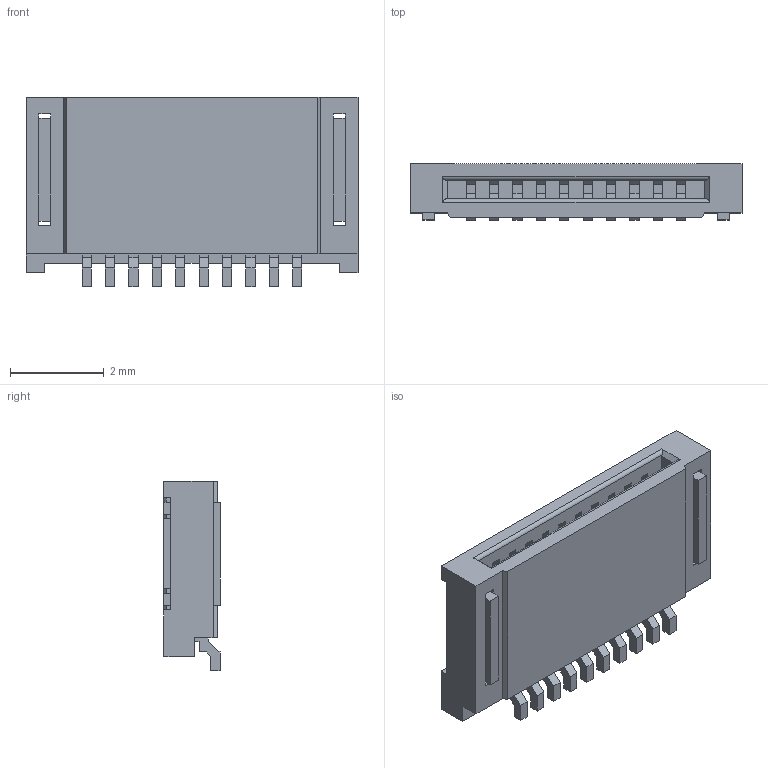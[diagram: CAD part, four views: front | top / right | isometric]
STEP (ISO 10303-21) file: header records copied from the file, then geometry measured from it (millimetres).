
FILE_DESCRIPTION((''),'2;1');
FILE_NAME('512811094','2011-02-24T',('gb'),(''),'PRO/ENGINEER BY PARAMETRIC TECHNOLOGY CORPORATION, 2003451','PRO/ENGINEER BY PARAMETRIC TECHNOLOGY CORPORATION, 2003451','');
FILE_SCHEMA(('CONFIG_CONTROL_DESIGN'));
Length unit declared in the file: millimetre
Products named in the file (1): 512811094
Bounding box: 7.1 x 1.2 x 4.05 mm (x, y, z)
Volume: 23 mm3; surface area: 135.2 mm2
Topology: 1 solids, 1 shells, 485 faces, 1388 edges, 900 vertices
Faces by surface type: plane 479, cylinder 6
Entity records: 15345 total; most frequent: CARTESIAN_POINT 2746, ORIENTED_EDGE 2680, DIRECTION 2364, VECTOR 1376, LINE 1376, EDGE_CURVE 1340, VERTEX_POINT 852, AXIS2_PLACEMENT_3D 494
